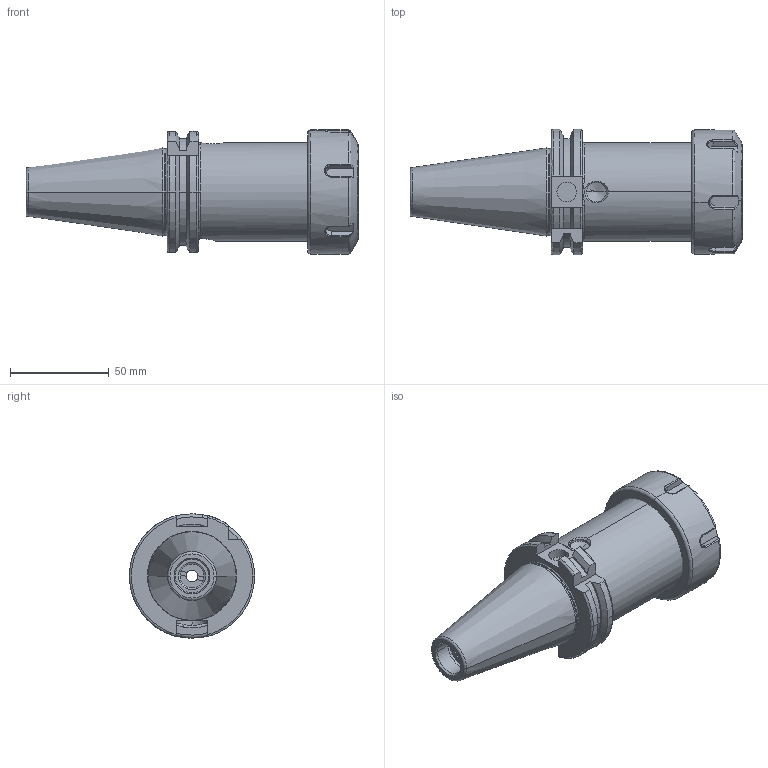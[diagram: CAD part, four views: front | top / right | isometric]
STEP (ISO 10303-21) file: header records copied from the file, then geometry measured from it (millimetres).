
FILE_DESCRIPTION (( 'STEP AP203' ), '1' );
FILE_NAME ('91406-ER140100.STEP', '2023-06-05T05:39:57', ( '' ), ( '' ), 'SwSTEP 2.0', 'SolidWorks 2018', '' );
FILE_SCHEMA (( 'CONFIG_CONTROL_DESIGN' ));
Length unit declared in the file: millimetre
Products named in the file (5): FTSCWM28X150.; FT NUT ER 40; SK40CCHER40100WW; 91406-ER140100
Assembly tree (4 placements, depth 3):
  91406-ER140100
    SK40CCHER40100WW
      SK40CCHER40100WW
      FTSCWM28X150.
      FT NUT ER 40
Bounding box: 168.4 x 63.55 x 63 mm (x, y, z)
Volume: 214765.2 mm3; surface area: 53474.2 mm2
Topology: 3 solids, 3 shells, 242 faces, 596 edges, 363 vertices
Faces by surface type: plane 79, cylinder 48, cone 44, torus 39, bspline 32
Entity records: 8425 total; most frequent: CARTESIAN_POINT 2441, ORIENTED_EDGE 1184, DIRECTION 1098, EDGE_CURVE 592, AXIS2_PLACEMENT_3D 446, VERTEX_POINT 363, EDGE_LOOP 255, FACE_OUTER_BOUND 242
